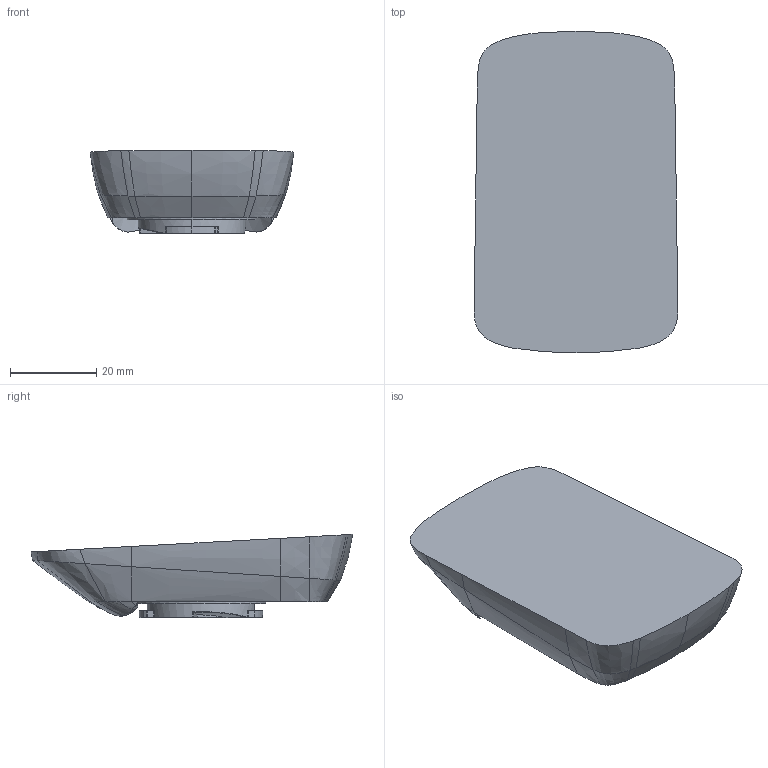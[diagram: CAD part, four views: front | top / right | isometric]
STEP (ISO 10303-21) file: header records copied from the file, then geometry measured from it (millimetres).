
FILE_DESCRIPTION((''),'2;1');
FILE_NAME('HOUSING_BOTTOM-SOLID_WITH_HUB','2017-03-28T',('billphelps'),(''),'PRO/ENGINEER BY PARAMETRIC TECHNOLOGY CORPORATION, 2015440','PRO/ENGINEER BY PARAMETRIC TECHNOLOGY CORPORATION, 2015440','');
FILE_SCHEMA(('CONFIG_CONTROL_DESIGN'));
Length unit declared in the file: millimetre
Products named in the file (1): HOUSING_BOTTOM-SOLID_WITH_HUB
Bounding box: 47.25 x 74.5 x 19.3 mm (x, y, z)
Volume: 40304.3 mm3; surface area: 9093.9 mm2
Topology: 1 solids, 1 shells, 212 faces, 486 edges, 278 vertices
Faces by surface type: bspline 108, plane 23, torus 20, cone 18, extrusion 16, cylinder 15, sphere 12
Entity records: 15479 total; most frequent: CARTESIAN_POINT 8687, COLOUR_RGB 1352, ORIENTED_EDGE 970, DIRECTION 569, PRESENTATION_STYLE_ASSIGNMENT 486, STYLED_ITEM 486, CURVE_STYLE 485, EDGE_CURVE 485
